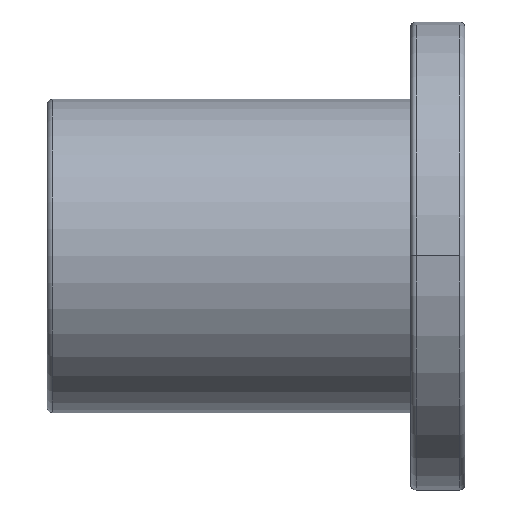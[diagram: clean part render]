
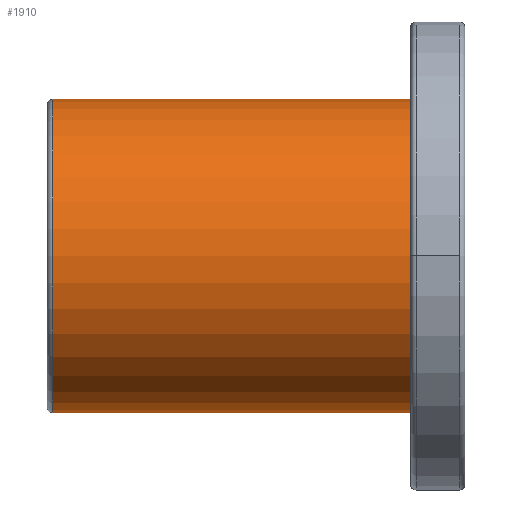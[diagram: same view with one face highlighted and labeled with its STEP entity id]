
A CAD part, top view. The second image highlights one B-rep face of the part: STEP entity #1910.
In plain terms, the highlighted cylindrical face has radius 37.501 mm (diameter 75.001 mm), a partial arc.
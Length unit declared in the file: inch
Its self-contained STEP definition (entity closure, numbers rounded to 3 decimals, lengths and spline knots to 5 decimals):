
#13 = DIRECTION ( 'NONE',  ( 0., 0., 1. ) ) ;
#40 = EDGE_LOOP ( 'NONE', ( #373, #1674, #1280, #1455, #654 ) ) ;
#84 = DIRECTION ( 'NONE',  ( -1., 0., 0. ) ) ;
#127 = AXIS2_PLACEMENT_3D ( 'NONE', #142, #479, #1006 ) ;
#139 = EDGE_CURVE ( 'NONE', #1696, #205, #894, .T. ) ;
#142 = CARTESIAN_POINT ( 'NONE',  ( -1.91635, 0., 0. ) ) ;
#189 = LINE ( 'NONE', #1889, #1290 ) ;
#205 = VERTEX_POINT ( 'NONE', #1094 ) ;
#364 = CARTESIAN_POINT ( 'NONE',  ( -1.91635, -1.4764, 0. ) ) ;
#373 = ORIENTED_EDGE ( 'NONE', *, *, #855, .T. ) ;
#392 = EDGE_CURVE ( 'NONE', #2172, #205, #1168, .T. ) ;
#479 = DIRECTION ( 'NONE',  ( -1., 0., 0. ) ) ;
#519 = EDGE_CURVE ( 'NONE', #560, #2172, #189, .T. ) ;
#560 = VERTEX_POINT ( 'NONE', #1675 ) ;
#623 = DIRECTION ( 'NONE',  ( 0., 0., 1. ) ) ;
#654 = ORIENTED_EDGE ( 'NONE', *, *, #519, .F. ) ;
#714 = DIRECTION ( 'NONE',  ( -1., 0., 0. ) ) ;
#735 = DIRECTION ( 'NONE',  ( -1., 0., 0. ) ) ;
#855 = EDGE_CURVE ( 'NONE', #560, #1436, #2317, .T. ) ;
#889 = AXIS2_PLACEMENT_3D ( 'NONE', #1334, #1896, #623 ) ;
#894 = LINE ( 'NONE', #2358, #1677 ) ;
#958 = CARTESIAN_POINT ( 'NONE',  ( 1.4958, 0., 1.4764 ) ) ;
#1006 = DIRECTION ( 'NONE',  ( 0., -1., 0. ) ) ;
#1094 = CARTESIAN_POINT ( 'NONE',  ( -1.91635, 1.4764, 0. ) ) ;
#1168 = CIRCLE ( 'NONE', #1203, 1.4764 ) ;
#1203 = AXIS2_PLACEMENT_3D ( 'NONE', #1926, #84, #2076 ) ;
#1280 = ORIENTED_EDGE ( 'NONE', *, *, #139, .T. ) ;
#1290 = VECTOR ( 'NONE', #735, 39.37008 ) ;
#1291 = AXIS2_PLACEMENT_3D ( 'NONE', #1672, #1876, #13 ) ;
#1334 = CARTESIAN_POINT ( 'NONE',  ( 1.4958, 0., 0. ) ) ;
#1436 = VERTEX_POINT ( 'NONE', #958 ) ;
#1455 = ORIENTED_EDGE ( 'NONE', *, *, #392, .F. ) ;
#1456 = CARTESIAN_POINT ( 'NONE',  ( 1.4958, 1.4764, 0. ) ) ;
#1672 = CARTESIAN_POINT ( 'NONE',  ( 1.4958, 0., 0. ) ) ;
#1674 = ORIENTED_EDGE ( 'NONE', *, *, #1777, .T. ) ;
#1675 = CARTESIAN_POINT ( 'NONE',  ( 1.4958, -1.4764, 0. ) ) ;
#1677 = VECTOR ( 'NONE', #714, 39.37008 ) ;
#1696 = VERTEX_POINT ( 'NONE', #1456 ) ;
#1777 = EDGE_CURVE ( 'NONE', #1436, #1696, #1929, .T. ) ;
#1801 = FACE_OUTER_BOUND ( 'NONE', #40, .T. ) ;
#1876 = DIRECTION ( 'NONE',  ( -1., 0., 0. ) ) ;
#1889 = CARTESIAN_POINT ( 'NONE',  ( -1.91635, -1.4764, 0. ) ) ;
#1896 = DIRECTION ( 'NONE',  ( -1., 0., 0. ) ) ;
#1910 = ADVANCED_FACE ( 'NONE', ( #1801 ), #2140, .T. ) ;
#1926 = CARTESIAN_POINT ( 'NONE',  ( -1.91635, 0., 0. ) ) ;
#1929 = CIRCLE ( 'NONE', #889, 1.4764 ) ;
#2076 = DIRECTION ( 'NONE',  ( 0., -1., 0. ) ) ;
#2140 = CYLINDRICAL_SURFACE ( 'NONE', #127, 1.4764 ) ;
#2172 = VERTEX_POINT ( 'NONE', #364 ) ;
#2317 = CIRCLE ( 'NONE', #1291, 1.4764 ) ;
#2358 = CARTESIAN_POINT ( 'NONE',  ( -1.91635, 1.4764, 0. ) ) ;
